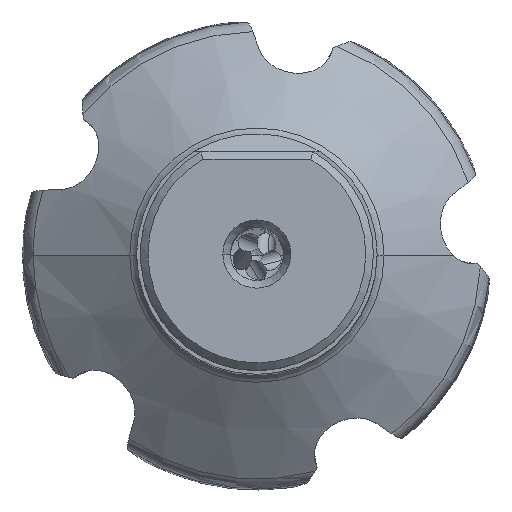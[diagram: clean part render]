
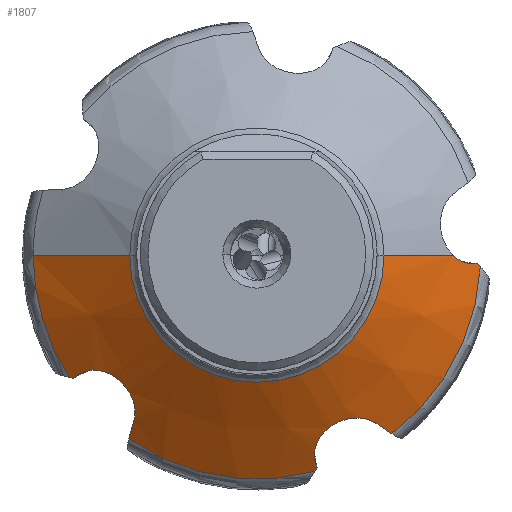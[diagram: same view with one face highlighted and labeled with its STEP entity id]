
A CAD part, top view. The second image highlights one B-rep face of the part: STEP entity #1807.
In plain terms, the highlighted conical face has half-angle 55 degrees and reference radius 23.155 mm.
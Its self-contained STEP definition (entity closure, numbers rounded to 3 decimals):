
#432=B_SPLINE_CURVE_WITH_KNOTS('',3,(#16748,#16749,#16750,#16751,#16752,
#16753),.UNSPECIFIED.,.F.,.F.,(4,1,1,4),(0.,0.333,0.667,
1.),.UNSPECIFIED.);
#821=B_SPLINE_CURVE_WITH_KNOTS('',3,(#29541,#29542,#29543,#29544,#29545,
#29546,#29547,#29548,#29549,#29550),.UNSPECIFIED.,.F.,.F.,(4,2,2,2,4),(0.,
0.25,0.5,0.75,1.),.UNSPECIFIED.);
#822=B_SPLINE_CURVE_WITH_KNOTS('',3,(#29553,#29554,#29555,#29556),
 .UNSPECIFIED.,.F.,.F.,(4,4),(0.,1.),.UNSPECIFIED.);
#823=B_SPLINE_CURVE_WITH_KNOTS('',3,(#29560,#29561,#29562,#29563,#29564,
#29565),.UNSPECIFIED.,.F.,.F.,(4,1,1,4),(0.,0.333,0.667,
1.),.UNSPECIFIED.);
#824=B_SPLINE_CURVE_WITH_KNOTS('',3,(#29567,#29568,#29569,#29570,#29571,
#29572,#29573,#29574,#29575,#29576),.UNSPECIFIED.,.F.,.F.,(4,2,2,2,4),(0.,
0.25,0.5,0.75,1.),.UNSPECIFIED.);
#825=B_SPLINE_CURVE_WITH_KNOTS('',3,(#29578,#29579,#29580,#29581),
 .UNSPECIFIED.,.F.,.F.,(4,4),(0.,1.),.UNSPECIFIED.);
#826=B_SPLINE_CURVE_WITH_KNOTS('',3,(#29585,#29586,#29587,#29588,#29589,
#29590),.UNSPECIFIED.,.F.,.F.,(4,1,1,4),(0.,0.333,0.667,
1.),.UNSPECIFIED.);
#827=B_SPLINE_CURVE_WITH_KNOTS('',3,(#29592,#29593,#29594,#29595),
 .UNSPECIFIED.,.F.,.F.,(4,4),(0.,1.),.UNSPECIFIED.);
#1807=ADVANCED_FACE('',(#2482),#2253,.T.);
#2253=CONICAL_SURFACE('',#12078,23.155,55.);
#2482=FACE_OUTER_BOUND('',#3110,.T.);
#3110=EDGE_LOOP('',(#5406,#5407,#5408,#5409,#5410,#5411,#5412,#5413,#5414,
#5415,#5416,#5417,#5418,#5419));
#3596=CIRCLE('',#11797,29.532);
#3713=CIRCLE('',#12075,16.779);
#3714=CIRCLE('',#12076,29.532);
#3715=CIRCLE('',#12077,29.532);
#5406=ORIENTED_EDGE('',*,*,#9059,.F.);
#5407=ORIENTED_EDGE('',*,*,#9657,.T.);
#5408=ORIENTED_EDGE('',*,*,#9057,.F.);
#5409=ORIENTED_EDGE('',*,*,#9052,.F.);
#5410=ORIENTED_EDGE('',*,*,#9050,.F.);
#5411=ORIENTED_EDGE('',*,*,#9656,.F.);
#5412=ORIENTED_EDGE('',*,*,#9658,.T.);
#5413=ORIENTED_EDGE('',*,*,#9659,.F.);
#5414=ORIENTED_EDGE('',*,*,#9660,.T.);
#5415=ORIENTED_EDGE('',*,*,#9661,.F.);
#5416=ORIENTED_EDGE('',*,*,#9662,.T.);
#5417=ORIENTED_EDGE('',*,*,#9663,.F.);
#5418=ORIENTED_EDGE('',*,*,#9664,.T.);
#5419=ORIENTED_EDGE('',*,*,#9665,.F.);
#7820=VERTEX_POINT('',#16747);
#7821=VERTEX_POINT('',#16754);
#7822=VERTEX_POINT('',#16767);
#7826=VERTEX_POINT('',#16785);
#7827=VERTEX_POINT('',#16787);
#7828=VERTEX_POINT('',#16789);
#8252=VERTEX_POINT('',#29540);
#8253=VERTEX_POINT('',#29557);
#8254=VERTEX_POINT('',#29559);
#8255=VERTEX_POINT('',#29566);
#8256=VERTEX_POINT('',#29577);
#8257=VERTEX_POINT('',#29582);
#8258=VERTEX_POINT('',#29584);
#8259=VERTEX_POINT('',#29591);
#9050=EDGE_CURVE('',#7820,#7821,#432,.T.);
#9052=EDGE_CURVE('',#7821,#7822,#3596,.T.);
#9057=EDGE_CURVE('',#7822,#7826,#10753,.T.);
#9059=EDGE_CURVE('',#7827,#7828,#10754,.T.);
#9656=EDGE_CURVE('',#8252,#7820,#821,.T.);
#9657=EDGE_CURVE('',#7827,#7826,#3713,.T.);
#9658=EDGE_CURVE('',#8252,#8253,#822,.T.);
#9659=EDGE_CURVE('',#8254,#8253,#3714,.T.);
#9660=EDGE_CURVE('',#8254,#8255,#823,.T.);
#9661=EDGE_CURVE('',#8256,#8255,#824,.T.);
#9662=EDGE_CURVE('',#8256,#8257,#825,.T.);
#9663=EDGE_CURVE('',#8258,#8257,#3715,.T.);
#9664=EDGE_CURVE('',#8258,#8259,#826,.T.);
#9665=EDGE_CURVE('',#7828,#8259,#827,.T.);
#10753=LINE('',#16784,#11148);
#10754=LINE('',#16788,#11149);
#11148=VECTOR('',#13161,1.);
#11149=VECTOR('',#13164,1.);
#11797=AXIS2_PLACEMENT_3D('',#16766,#13153,#13154);
#12075=AXIS2_PLACEMENT_3D('',#29552,#13793,#13794);
#12076=AXIS2_PLACEMENT_3D('',#29558,#13795,#13796);
#12077=AXIS2_PLACEMENT_3D('',#29583,#13797,#13798);
#12078=AXIS2_PLACEMENT_3D('',#29596,#13799,#13800);
#13153=DIRECTION('',(0.,0.,-1.));
#13154=DIRECTION('',(-0.838,-0.545,0.));
#13161=DIRECTION('',(0.819,0.,0.574));
#13164=DIRECTION('',(0.819,0.,-0.574));
#13793=DIRECTION('',(0.,0.,-1.));
#13794=DIRECTION('',(1.,0.,0.));
#13795=DIRECTION('',(0.,0.,-1.));
#13796=DIRECTION('',(0.259,-0.966,0.));
#13797=DIRECTION('',(0.,0.,-1.));
#13798=DIRECTION('',(0.999,-0.052,0.));
#13799=DIRECTION('',(0.,0.,-1.));
#13800=DIRECTION('',(-1.,0.,0.));
#16747=CARTESIAN_POINT('',(-24.143,-16.227,-98.441));
#16748=CARTESIAN_POINT('',(-24.143,-16.227,-98.441));
#16749=CARTESIAN_POINT('',(-24.211,-16.213,-98.475));
#16750=CARTESIAN_POINT('',(-24.348,-16.184,-98.543));
#16751=CARTESIAN_POINT('',(-24.553,-16.14,-98.646));
#16752=CARTESIAN_POINT('',(-24.69,-16.111,-98.715));
#16753=CARTESIAN_POINT('',(-24.759,-16.097,-98.75));
#16754=CARTESIAN_POINT('',(-24.759,-16.097,-98.75));
#16766=CARTESIAN_POINT('',(0.,0.,-98.75));
#16767=CARTESIAN_POINT('',(-29.532,0.,-98.75));
#16784=CARTESIAN_POINT('',(-29.532,0.,-98.75));
#16785=CARTESIAN_POINT('',(-16.779,0.,-89.821));
#16787=CARTESIAN_POINT('',(16.779,0.,-89.821));
#16788=CARTESIAN_POINT('',(16.779,0.,-89.821));
#16789=CARTESIAN_POINT('',(25.889,0.,-96.2));
#29540=CARTESIAN_POINT('',(-16.23,-21.803,-97.104));
#29541=CARTESIAN_POINT('',(-16.23,-21.803,-97.104));
#29542=CARTESIAN_POINT('',(-15.968,-20.872,-96.471));
#29543=CARTESIAN_POINT('',(-16.057,-19.822,-95.92));
#29544=CARTESIAN_POINT('',(-16.908,-17.788,-95.242));
#29545=CARTESIAN_POINT('',(-17.654,-16.854,-95.145));
#29546=CARTESIAN_POINT('',(-19.512,-15.525,-95.514));
#29547=CARTESIAN_POINT('',(-20.569,-15.169,-95.963));
#29548=CARTESIAN_POINT('',(-22.563,-15.185,-97.111));
#29549=CARTESIAN_POINT('',(-23.47,-15.552,-97.786));
#29550=CARTESIAN_POINT('',(-24.143,-16.227,-98.441));
#29552=CARTESIAN_POINT('',(0.,0.,-89.821));
#29553=CARTESIAN_POINT('',(-16.23,-21.803,-97.104));
#29554=CARTESIAN_POINT('',(-16.456,-22.608,-97.651));
#29555=CARTESIAN_POINT('',(-16.681,-23.411,-98.199));
#29556=CARTESIAN_POINT('',(-16.906,-24.214,-98.75));
#29557=CARTESIAN_POINT('',(-16.906,-24.214,-98.75));
#29558=CARTESIAN_POINT('',(0.,0.,-98.75));
#29559=CARTESIAN_POINT('',(7.658,-28.521,-98.75));
#29560=CARTESIAN_POINT('',(7.658,-28.521,-98.75));
#29561=CARTESIAN_POINT('',(7.693,-28.461,-98.715));
#29562=CARTESIAN_POINT('',(7.763,-28.34,-98.646));
#29563=CARTESIAN_POINT('',(7.867,-28.158,-98.543));
#29564=CARTESIAN_POINT('',(7.937,-28.037,-98.475));
#29565=CARTESIAN_POINT('',(7.972,-27.976,-98.441));
#29566=CARTESIAN_POINT('',(7.972,-27.976,-98.441));
#29567=CARTESIAN_POINT('',(15.721,-22.173,-97.104));
#29568=CARTESIAN_POINT('',(14.916,-21.636,-96.471));
#29569=CARTESIAN_POINT('',(13.89,-21.396,-95.92));
#29570=CARTESIAN_POINT('',(11.692,-21.577,-95.242));
#29571=CARTESIAN_POINT('',(10.574,-21.999,-95.145));
#29572=CARTESIAN_POINT('',(8.736,-23.355,-95.514));
#29573=CARTESIAN_POINT('',(8.07,-24.25,-95.963));
#29574=CARTESIAN_POINT('',(7.47,-26.151,-97.111));
#29575=CARTESIAN_POINT('',(7.538,-27.127,-97.786));
#29576=CARTESIAN_POINT('',(7.972,-27.976,-98.441));
#29577=CARTESIAN_POINT('',(15.721,-22.173,-97.104));
#29578=CARTESIAN_POINT('',(15.721,-22.173,-97.104));
#29579=CARTESIAN_POINT('',(16.416,-22.637,-97.651));
#29580=CARTESIAN_POINT('',(17.111,-23.099,-98.199));
#29581=CARTESIAN_POINT('',(17.805,-23.561,-98.75));
#29582=CARTESIAN_POINT('',(17.805,-23.561,-98.75));
#29583=CARTESIAN_POINT('',(0.,0.,-98.75));
#29584=CARTESIAN_POINT('',(29.492,-1.53,-98.75));
#29585=CARTESIAN_POINT('',(29.492,-1.53,-98.75));
#29586=CARTESIAN_POINT('',(29.445,-1.478,-98.715));
#29587=CARTESIAN_POINT('',(29.352,-1.375,-98.646));
#29588=CARTESIAN_POINT('',(29.211,-1.219,-98.543));
#29589=CARTESIAN_POINT('',(29.117,-1.115,-98.475));
#29590=CARTESIAN_POINT('',(29.07,-1.063,-98.441));
#29591=CARTESIAN_POINT('',(29.07,-1.063,-98.441));
#29592=CARTESIAN_POINT('',(25.889,0.,-96.2));
#29593=CARTESIAN_POINT('',(26.787,-0.859,-96.828));
#29594=CARTESIAN_POINT('',(27.937,-1.244,-97.652));
#29595=CARTESIAN_POINT('',(29.07,-1.063,-98.441));
#29596=CARTESIAN_POINT('',(0.,0.,-94.285));
